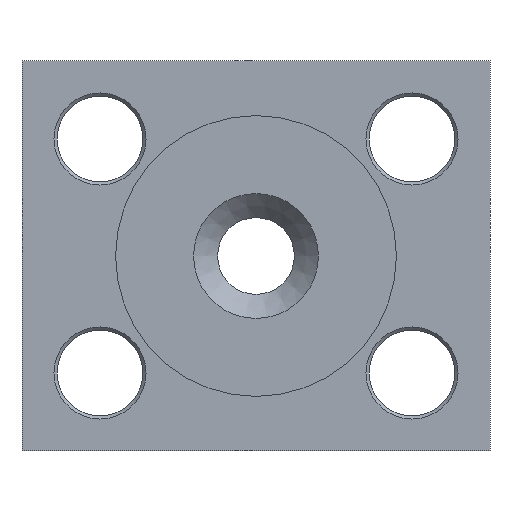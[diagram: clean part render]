
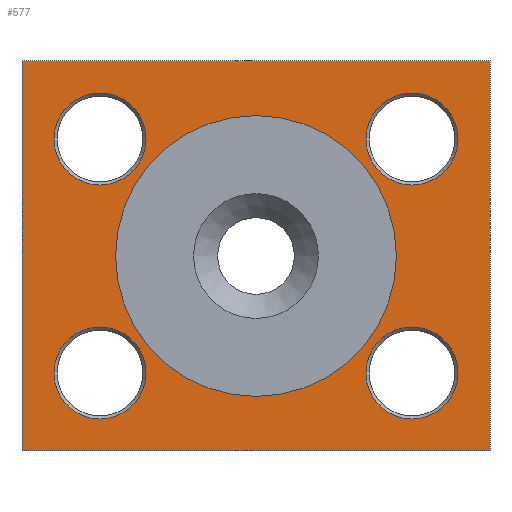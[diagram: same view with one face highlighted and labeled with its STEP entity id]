
A CAD part, front view. The second image highlights one B-rep face of the part: STEP entity #577.
In plain terms, the highlighted planar face has unit normal (0, -1, 0).
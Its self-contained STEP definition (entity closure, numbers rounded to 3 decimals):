
#23=FACE_BOUND('',#161,.T.);
#24=FACE_BOUND('',#162,.T.);
#25=FACE_BOUND('',#163,.T.);
#26=FACE_BOUND('',#164,.T.);
#27=FACE_BOUND('',#165,.T.);
#40=LINE('',#922,#78);
#41=LINE('',#924,#79);
#42=LINE('',#926,#80);
#43=LINE('',#927,#81);
#78=VECTOR('',#731,10.);
#79=VECTOR('',#732,10.);
#80=VECTOR('',#733,10.);
#81=VECTOR('',#734,10.);
#112=PLANE('',#638);
#127=FACE_OUTER_BOUND('',#160,.T.);
#160=EDGE_LOOP('',(#394,#395,#396,#397));
#161=EDGE_LOOP('',(#398));
#162=EDGE_LOOP('',(#399));
#163=EDGE_LOOP('',(#400));
#164=EDGE_LOOP('',(#401));
#165=EDGE_LOOP('',(#402));
#205=CIRCLE('',#636,2.95);
#207=CIRCLE('',#639,2.95);
#208=CIRCLE('',#640,2.95);
#209=CIRCLE('',#641,9.);
#210=CIRCLE('',#642,2.95);
#252=VERTEX_POINT('',#914);
#254=VERTEX_POINT('',#920);
#255=VERTEX_POINT('',#921);
#256=VERTEX_POINT('',#923);
#257=VERTEX_POINT('',#925);
#258=VERTEX_POINT('',#928);
#259=VERTEX_POINT('',#930);
#260=VERTEX_POINT('',#932);
#261=VERTEX_POINT('',#934);
#306=EDGE_CURVE('',#252,#252,#205,.T.);
#309=EDGE_CURVE('',#254,#255,#40,.T.);
#310=EDGE_CURVE('',#256,#254,#41,.T.);
#311=EDGE_CURVE('',#257,#256,#42,.T.);
#312=EDGE_CURVE('',#255,#257,#43,.T.);
#313=EDGE_CURVE('',#258,#258,#207,.T.);
#314=EDGE_CURVE('',#259,#259,#208,.T.);
#315=EDGE_CURVE('',#260,#260,#209,.T.);
#316=EDGE_CURVE('',#261,#261,#210,.T.);
#394=ORIENTED_EDGE('',*,*,#309,.F.);
#395=ORIENTED_EDGE('',*,*,#310,.F.);
#396=ORIENTED_EDGE('',*,*,#311,.F.);
#397=ORIENTED_EDGE('',*,*,#312,.F.);
#398=ORIENTED_EDGE('',*,*,#313,.F.);
#399=ORIENTED_EDGE('',*,*,#314,.F.);
#400=ORIENTED_EDGE('',*,*,#315,.T.);
#401=ORIENTED_EDGE('',*,*,#316,.F.);
#402=ORIENTED_EDGE('',*,*,#306,.F.);
#577=ADVANCED_FACE('',(#127,#23,#24,#25,#26,#27),#112,.F.);
#636=AXIS2_PLACEMENT_3D('',#915,#724,#725);
#638=AXIS2_PLACEMENT_3D('',#919,#729,#730);
#639=AXIS2_PLACEMENT_3D('',#929,#735,#736);
#640=AXIS2_PLACEMENT_3D('',#931,#737,#738);
#641=AXIS2_PLACEMENT_3D('',#933,#739,#740);
#642=AXIS2_PLACEMENT_3D('',#935,#741,#742);
#724=DIRECTION('center_axis',(0.,-1.,0.));
#725=DIRECTION('ref_axis',(1.,0.,0.));
#729=DIRECTION('center_axis',(0.,1.,0.));
#730=DIRECTION('ref_axis',(0.,0.,1.));
#731=DIRECTION('',(1.,0.,0.));
#732=DIRECTION('',(0.,0.,1.));
#733=DIRECTION('',(-1.,0.,0.));
#734=DIRECTION('',(0.,0.,-1.));
#735=DIRECTION('center_axis',(0.,-1.,0.));
#736=DIRECTION('ref_axis',(1.,0.,0.));
#737=DIRECTION('center_axis',(0.,-1.,0.));
#738=DIRECTION('ref_axis',(1.,0.,0.));
#739=DIRECTION('center_axis',(0.,1.,0.));
#740=DIRECTION('ref_axis',(1.,0.,0.));
#741=DIRECTION('center_axis',(0.,-1.,0.));
#742=DIRECTION('ref_axis',(1.,0.,0.));
#914=CARTESIAN_POINT('',(7.05,0.,7.5));
#915=CARTESIAN_POINT('Origin',(10.,0.,7.5));
#919=CARTESIAN_POINT('Origin',(0.,0.,0.));
#920=CARTESIAN_POINT('',(-15.,0.,12.5));
#921=CARTESIAN_POINT('',(15.,0.,12.5));
#922=CARTESIAN_POINT('',(-15.,0.,12.5));
#923=CARTESIAN_POINT('',(-15.,0.,-12.5));
#924=CARTESIAN_POINT('',(-15.,0.,-12.5));
#925=CARTESIAN_POINT('',(15.,0.,-12.5));
#926=CARTESIAN_POINT('',(15.,0.,-12.5));
#927=CARTESIAN_POINT('',(15.,0.,12.5));
#928=CARTESIAN_POINT('',(7.05,0.,-7.5));
#929=CARTESIAN_POINT('Origin',(10.,0.,-7.5));
#930=CARTESIAN_POINT('',(-12.95,0.,7.5));
#931=CARTESIAN_POINT('Origin',(-10.,0.,7.5));
#932=CARTESIAN_POINT('',(-9.,0.,0.));
#933=CARTESIAN_POINT('Origin',(0.,0.,0.));
#934=CARTESIAN_POINT('',(-12.95,0.,-7.5));
#935=CARTESIAN_POINT('Origin',(-10.,0.,-7.5));
